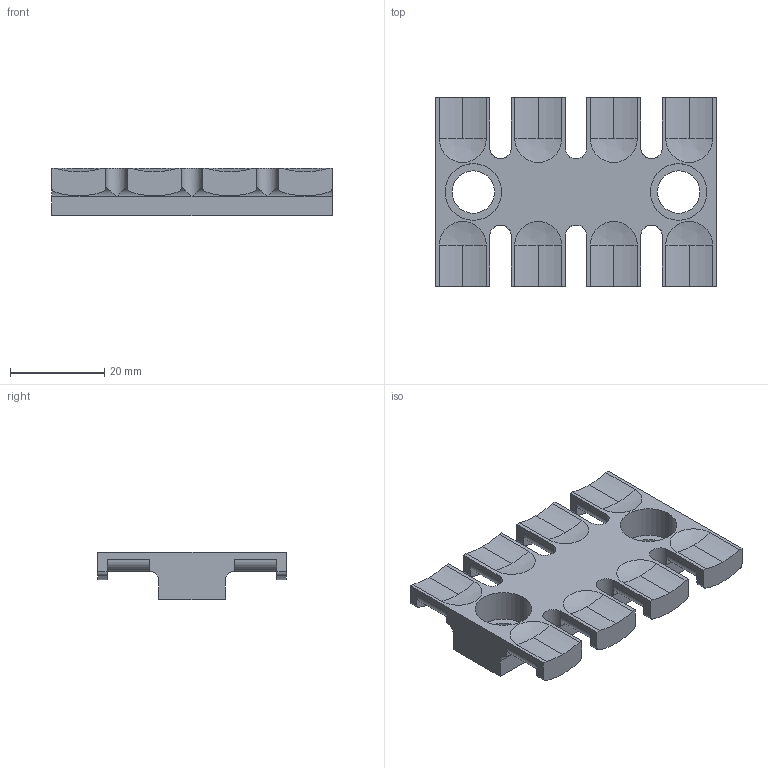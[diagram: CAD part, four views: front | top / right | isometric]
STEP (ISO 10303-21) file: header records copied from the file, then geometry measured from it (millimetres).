
FILE_DESCRIPTION (( 'STEP AP203' ), '1' );
FILE_NAME ('566116.step', '2020-12-17T18:36:15', ( '' ), ( '' ), 'SwSTEP 2.0', 'SolidWorks 2019', '' );
FILE_SCHEMA (( 'CONFIG_CONTROL_DESIGN' ));
Length unit declared in the file: millimetre
Products named in the file (1): 566116
Bounding box: 59.5 x 40 x 10 mm (x, y, z)
Volume: 9413.4 mm3; surface area: 7368.9 mm2
Topology: 1 solids, 1 shells, 161 faces, 446 edges, 290 vertices
Faces by surface type: cylinder 87, plane 66, sphere 8
Entity records: 5735 total; most frequent: CARTESIAN_POINT 1404, DIRECTION 922, ORIENTED_EDGE 892, EDGE_CURVE 446, AXIS2_PLACEMENT_3D 326, VERTEX_POINT 290, VECTOR 270, LINE 270
